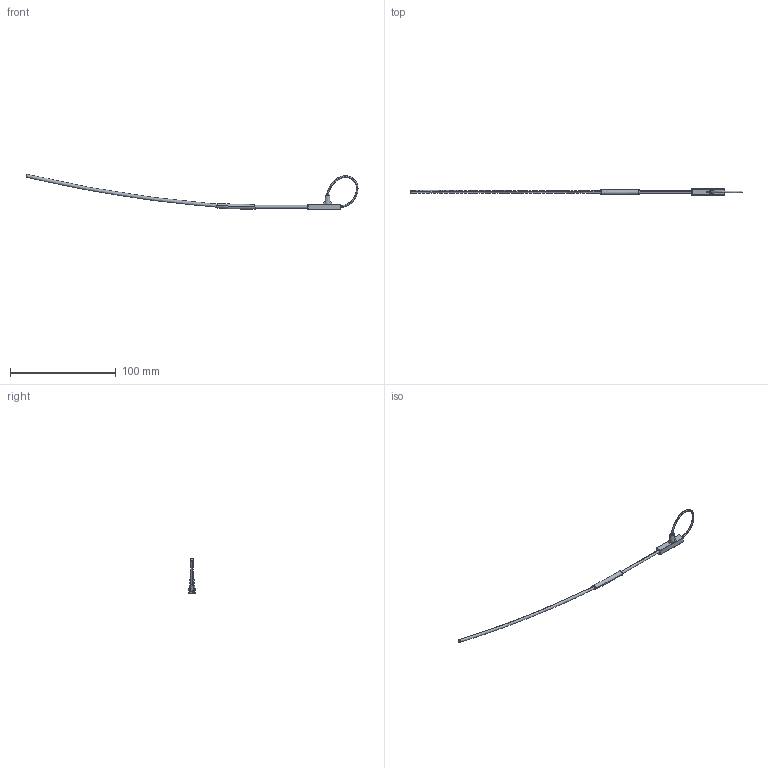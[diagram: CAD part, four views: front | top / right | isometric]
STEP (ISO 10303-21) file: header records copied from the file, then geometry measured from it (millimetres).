
FILE_DESCRIPTION (( 'STEP AP214' ), '1' );
FILE_NAME ('1.2kV.STEP', '2020-05-12T13:58:22', ( '' ), ( '' ), 'SwSTEP 2.0', 'SolidWorks 2020', '' );
FILE_SCHEMA (( 'AUTOMOTIVE_DESIGN' ));
Length unit declared in the file: millimetre
Products named in the file (1): 1.2kV
Bounding box: 313.63 x 6 x 33.48 mm (x, y, z)
Volume: 3195 mm3; surface area: 3890 mm2
Topology: 5 solids, 5 shells, 67 faces, 142 edges, 84 vertices
Faces by surface type: plane 26, bspline 24, cylinder 15, cone 2
Entity records: 7543 total; most frequent: CARTESIAN_POINT 5424, ORIENTED_EDGE 276, DIRECTION 256, EDGE_CURVE 138, AXIS2_PLACEMENT_3D 106, VERTEX_POINT 84, UNCERTAINTY_MEASURE_WITH_UNIT 74, COLOUR_RGB 73
